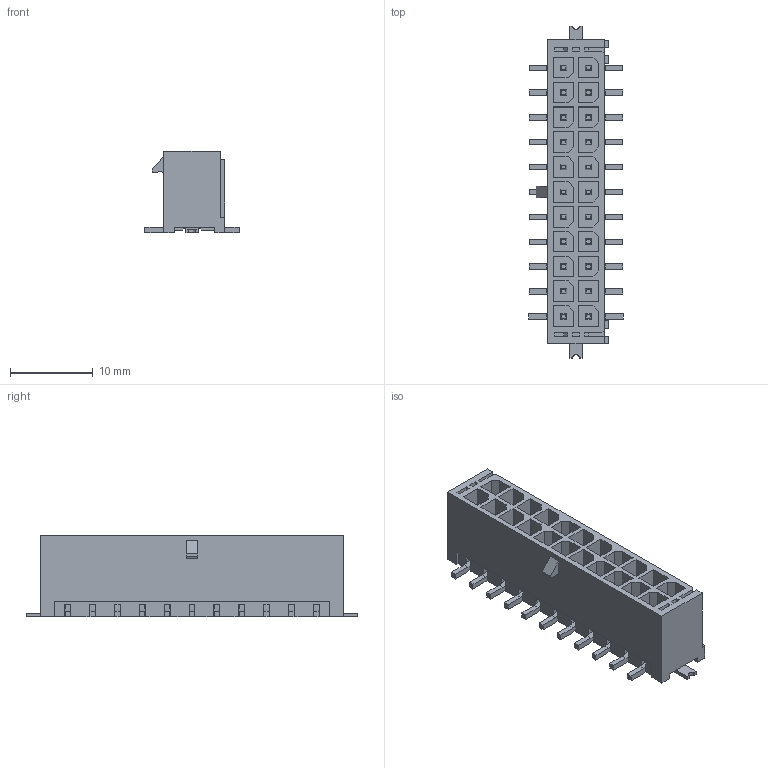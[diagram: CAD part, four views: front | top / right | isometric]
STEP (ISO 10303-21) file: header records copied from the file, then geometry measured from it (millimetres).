
FILE_DESCRIPTION(/* description */ ('Unknown'),/* implementation_level */ '2;1');
FILE_NAME(/* name */ '662022231822',/* time_stamp */ '2022-11-30T17:24:43+01:00',/* author */ ('Unknown'),/* organization */ ('Unknown'),/* preprocessor_version */ 'ST-DEVELOPER v18.102',/* originating_system */ 'Solid Edge',/* authorisation */ 'Unknown');
FILE_SCHEMA (('AUTOMOTIVE_DESIGN {1 0 10303 214 3 1 1}'));
Length unit declared in the file: millimetre
Products named in the file (4): 6620xx231822; 662022231822; 6620xx231822_MASS; 6620xx231822_PIN
Assembly tree (25 placements, depth 2):
  6620xx231822
    662022231822
    6620xx231822_MASS  x2
    6620xx231822_PIN  x22
Bounding box: 11.4 x 40.09 x 9.9 mm (x, y, z)
Volume: 1418.2 mm3; surface area: 4201 mm2
Topology: 25 solids, 25 shells, 1047 faces, 2858 edges, 1876 vertices
Faces by surface type: plane 996, cylinder 51
Entity records: 17461 total; most frequent: CARTESIAN_POINT 3093, ORIENTED_EDGE 3046, DIRECTION 2731, EDGE_CURVE 1523, LINE 1427, VECTOR 1427, VERTEX_POINT 1014, AXIS2_PLACEMENT_3D 652
